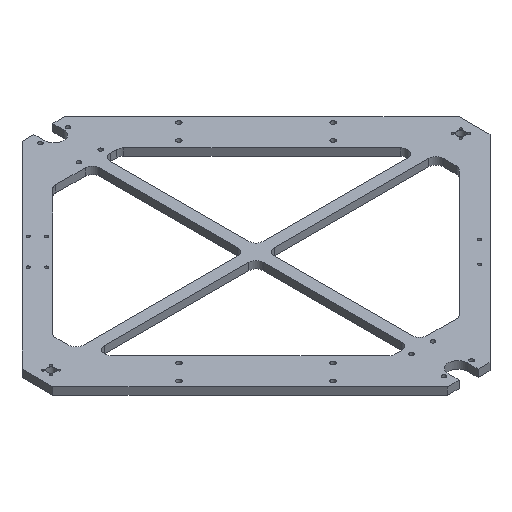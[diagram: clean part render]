
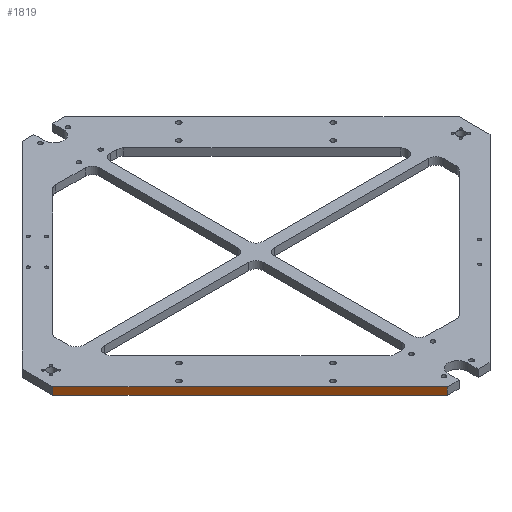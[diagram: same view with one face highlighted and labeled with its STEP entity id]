
A CAD part, isometric view. The second image highlights one B-rep face of the part: STEP entity #1819.
In plain terms, the highlighted planar face has unit normal (-0.707, -0.707, 0).
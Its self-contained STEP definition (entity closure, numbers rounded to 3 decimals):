
#114=PLANE('',#2030);
#199=FACE_OUTER_BOUND('',#285,.T.);
#285=EDGE_LOOP('',(#1497,#1498,#1499,#1500));
#497=LINE('',#3041,#645);
#498=LINE('',#3044,#646);
#499=LINE('',#3046,#647);
#500=LINE('',#3047,#648);
#645=VECTOR('',#2534,10.);
#646=VECTOR('',#2537,10.);
#647=VECTOR('',#2538,10.);
#648=VECTOR('',#2539,10.);
#921=VERTEX_POINT('',#3037);
#922=VERTEX_POINT('',#3039);
#923=VERTEX_POINT('',#3043);
#924=VERTEX_POINT('',#3045);
#1167=EDGE_CURVE('',#921,#922,#497,.T.);
#1168=EDGE_CURVE('',#921,#923,#498,.T.);
#1169=EDGE_CURVE('',#924,#922,#499,.T.);
#1170=EDGE_CURVE('',#923,#924,#500,.T.);
#1497=ORIENTED_EDGE('',*,*,#1168,.F.);
#1498=ORIENTED_EDGE('',*,*,#1167,.T.);
#1499=ORIENTED_EDGE('',*,*,#1169,.F.);
#1500=ORIENTED_EDGE('',*,*,#1170,.F.);
#1819=ADVANCED_FACE('',(#199),#114,.T.);
#2030=AXIS2_PLACEMENT_3D('',#3042,#2535,#2536);
#2534=DIRECTION('',(0.,0.,-1.));
#2535=DIRECTION('center_axis',(-0.707,-0.707,0.));
#2536=DIRECTION('ref_axis',(-0.707,0.707,0.));
#2537=DIRECTION('',(0.707,-0.707,0.));
#2538=DIRECTION('',(-0.707,0.707,0.));
#2539=DIRECTION('',(0.,0.,-1.));
#3037=CARTESIAN_POINT('',(-300.5,-21.234,0.));
#3039=CARTESIAN_POINT('',(-300.5,-21.234,-10.));
#3041=CARTESIAN_POINT('',(-300.5,-21.234,0.));
#3042=CARTESIAN_POINT('Origin',(-29.234,-292.5,0.));
#3043=CARTESIAN_POINT('',(-29.234,-292.5,0.));
#3044=CARTESIAN_POINT('',(-321.734,0.,0.));
#3045=CARTESIAN_POINT('',(-29.234,-292.5,-10.));
#3046=CARTESIAN_POINT('',(-321.734,0.,-10.));
#3047=CARTESIAN_POINT('',(-29.234,-292.5,0.));
